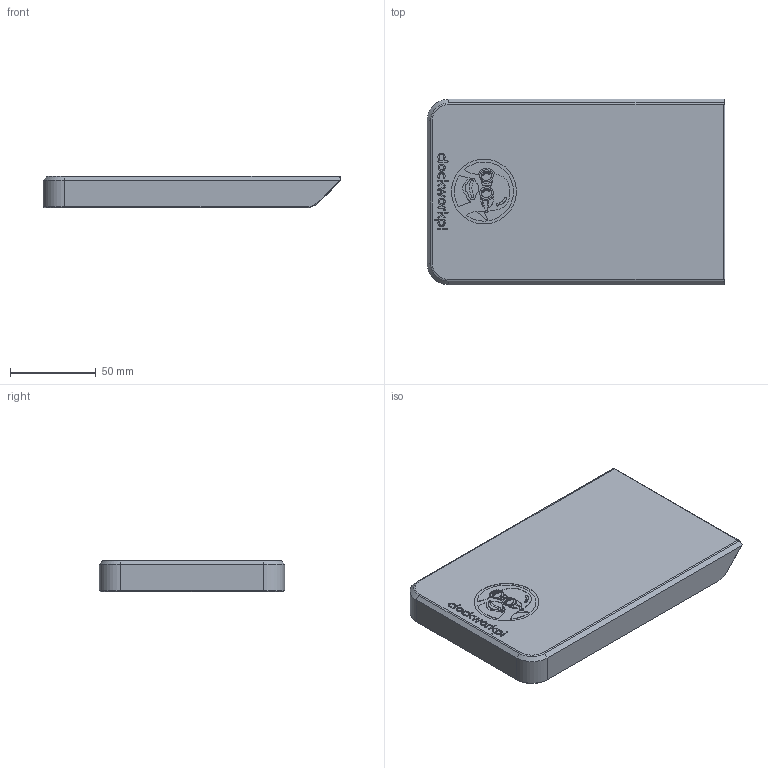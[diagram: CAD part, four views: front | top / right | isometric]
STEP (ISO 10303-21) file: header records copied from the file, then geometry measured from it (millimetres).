
FILE_DESCRIPTION(/* description */ ('FreeCAD Model'),/* implementation_level */ '2;1');
FILE_NAME(/* name */ 'PicoCalc cover v2 + logo.step',/* time_stamp */ '2025-04-03T11:42:27-05:00',/* author */ (''),/* organization */ (''),/* preprocessor_version */ 'ST-DEVELOPER v20.1',/* originating_system */ 'Autodesk Translation Framework v14.4.0.0',/* authorisation */ '');
FILE_SCHEMA (('AUTOMOTIVE_DESIGN { 1 0 10303 214 3 1 1 }'));
Length unit declared in the file: millimetre
Products named in the file (1): Unnamed
Bounding box: 173.6 x 108 x 18.45 mm (x, y, z)
Volume: 65689.3 mm3; surface area: 52877.5 mm2
Topology: 1 solids, 1 shells, 499 faces, 1360 edges, 898 vertices
Faces by surface type: cylinder 307, plane 147, bspline 33, cone 10, torus 2
Entity records: 16294 total; most frequent: CARTESIAN_POINT 3231, DIRECTION 2854, ORIENTED_EDGE 2720, EDGE_CURVE 1360, AXIS2_PLACEMENT_3D 1093, VERTEX_POINT 898, LINE 668, VECTOR 668
